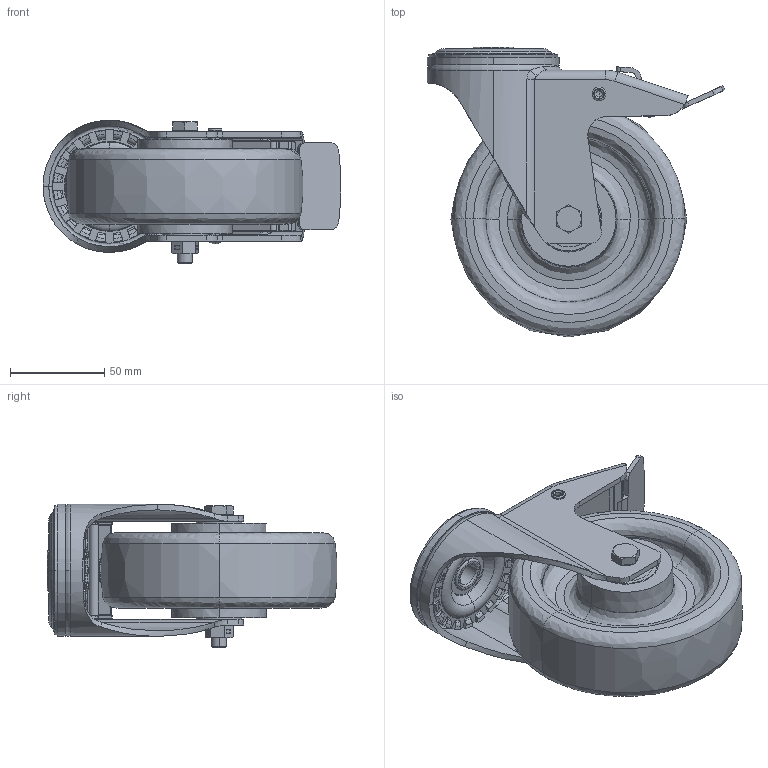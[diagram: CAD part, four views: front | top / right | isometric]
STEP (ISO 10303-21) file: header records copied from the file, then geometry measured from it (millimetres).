
FILE_DESCRIPTION (( 'STEP AP214' ), '1' );
FILE_NAME ('0055700.step', '2023-11-17T08:32:42', ( '' ), ( '' ), 'SwSTEP 2.0', 'SolidWorks 2020', '' );
FILE_SCHEMA (( 'AUTOMOTIVE_DESIGN' ));
Length unit declared in the file: millimetre
Products named in the file (1): 0055700
Bounding box: 157.58 x 153.38 x 76 mm (x, y, z)
Surface area: 180960 mm2 (no closed solid volume)
Topology: 0 solids, 26 shells, 930 faces, 2576 edges, 1684 vertices
Faces by surface type: plane 266, cylinder 230, bspline 168, cone 132, torus 118, sphere 16
Entity records: 47253 total; most frequent: CARTESIAN_POINT 14557, ORIENTED_EDGE 4719, DIRECTION 4441, EDGE_CURVE 2578, AXIS2_PLACEMENT_3D 1796, VERTEX_POINT 1686, CIRCLE 1033, EDGE_LOOP 1003
